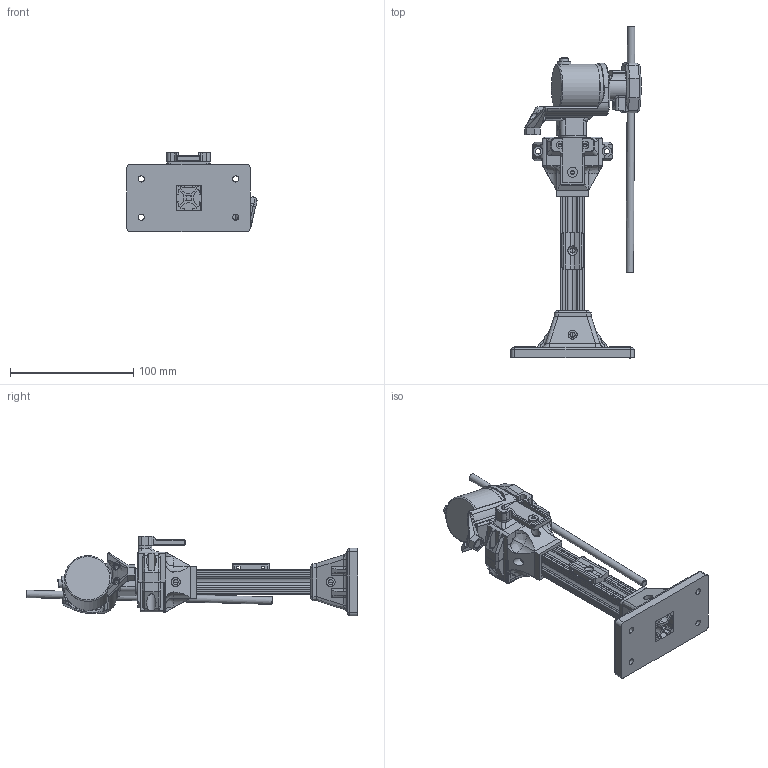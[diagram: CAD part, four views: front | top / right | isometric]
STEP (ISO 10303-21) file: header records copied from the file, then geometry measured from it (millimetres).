
FILE_DESCRIPTION(/* description */ (''),/* implementation_level */ '2;1');
FILE_NAME(/* name */ 'Rotary_Pendulum_Assembly.step',/* time_stamp */ '2023-12-09T13:34:41+01:00',/* author */ (''),/* organization */ (''),/* preprocessor_version */ 'ST-DEVELOPER v20',/* originating_system */ 'Autodesk Translation Framework v12.14.0.127',/* authorisation */ '');
FILE_SCHEMA (('AUTOMOTIVE_DESIGN { 1 0 10303 214 3 1 1 }'));
Products named in the file (14): Rotary_Pendulum_Assembly; base_link; 20x20_Alluminum_Bar; Stepper_Clamp_base; Stepper_NEMA_17; Stepper_Clamp_Top; Encoder_Support; Rotary_Encoder; Magnet_Support; 8x2_Magnet; Hall_Sensor_Support; Cables_Holder; Holder_Bar_Cylinder; Steel_Bar_6mm
Assembly tree (13 placements, depth 2):
  Rotary_Pendulum_Assembly
    base_link
    20x20_Alluminum_Bar
    Stepper_Clamp_base
    Stepper_NEMA_17
    Stepper_Clamp_Top
    Encoder_Support
    Rotary_Encoder
    Magnet_Support
    8x2_Magnet
    Hall_Sensor_Support
    Cables_Holder
    Holder_Bar_Cylinder
    Steel_Bar_6mm
Bounding box: 105.58 x 269.18 x 64.8 mm (x, y, z)
Volume: 256684.2 mm3; surface area: 120948.7 mm2
Topology: 27 solids, 27 shells, 1370 faces, 3584 edges, 2296 vertices
Faces by surface type: plane 614, cylinder 556, bspline 109, torus 58, cone 33
Full cylindrical faces by diameter (mm): 0.8 x4, 1.2 x4, 2.529 x38, 3 x11, 3.086 x18, 3.5 x3, 3.8 x1, 4 x9, 4.2 x8, 4.3 x9, 5 x10, 5.4 x1, 5.5 x4, 6 x4, 6.2 x1, 7 x2, 7.3 x8, 7.5 x2, 7.6 x1, 8 x2, 8.6 x4, 8.7 x1, 11.2 x1, 15 x1, 20 x1, 21 x1, 22 x1, 24 x1, 28 x1, 37.5 x1
Entity records: 57159 total; most frequent: CARTESIAN_POINT 23503, ORIENTED_EDGE 7148, DIRECTION 6508, EDGE_CURVE 3574, VERTEX_POINT 2296, AXIS2_PLACEMENT_3D 2288, LINE 1932, VECTOR 1932
